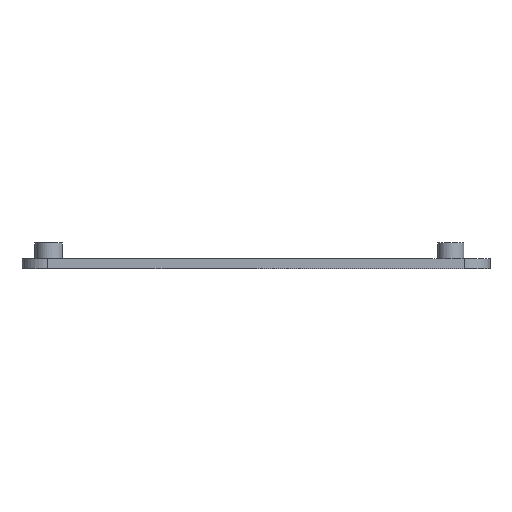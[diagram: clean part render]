
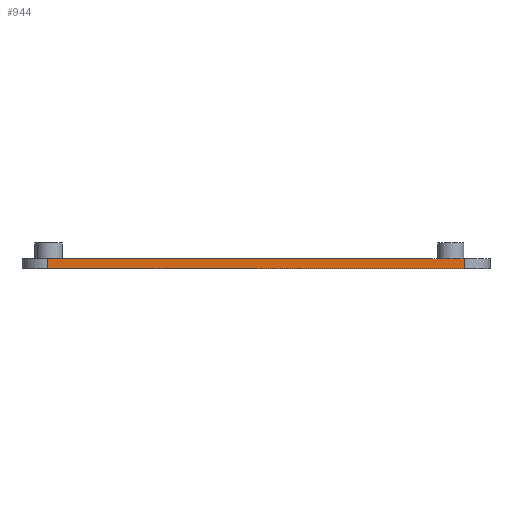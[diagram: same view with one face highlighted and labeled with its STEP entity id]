
A CAD part, left-side view. The second image highlights one B-rep face of the part: STEP entity #944.
In plain terms, the highlighted planar face has unit normal (-1, 0, 0).
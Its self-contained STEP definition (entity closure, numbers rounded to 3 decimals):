
#56=PLANE('',#1052);
#100=FACE_OUTER_BOUND('',#168,.T.);
#168=EDGE_LOOP('',(#841,#842,#843,#844));
#189=LINE('',#1389,#273);
#255=LINE('',#1585,#339);
#256=LINE('',#1592,#340);
#257=LINE('',#1594,#341);
#273=VECTOR('',#1109,10.);
#339=VECTOR('',#1301,10.);
#340=VECTOR('',#1310,10.);
#341=VECTOR('',#1313,10.);
#410=VERTEX_POINT('',#1386);
#411=VERTEX_POINT('',#1388);
#477=VERTEX_POINT('',#1582);
#478=VERTEX_POINT('',#1584);
#502=EDGE_CURVE('',#410,#411,#189,.T.);
#600=EDGE_CURVE('',#478,#477,#255,.T.);
#604=EDGE_CURVE('',#478,#410,#256,.T.);
#605=EDGE_CURVE('',#411,#477,#257,.T.);
#841=ORIENTED_EDGE('',*,*,#604,.F.);
#842=ORIENTED_EDGE('',*,*,#600,.T.);
#843=ORIENTED_EDGE('',*,*,#605,.F.);
#844=ORIENTED_EDGE('',*,*,#502,.F.);
#944=ADVANCED_FACE('',(#100),#56,.T.);
#1052=AXIS2_PLACEMENT_3D('',#1593,#1311,#1312);
#1109=DIRECTION('',(0.,-1.,0.));
#1301=DIRECTION('',(0.,-1.,0.));
#1310=DIRECTION('',(0.,0.,1.));
#1311=DIRECTION('center_axis',(-1.,0.,0.));
#1312=DIRECTION('ref_axis',(0.,-1.,0.));
#1313=DIRECTION('',(0.,0.,-1.));
#1386=CARTESIAN_POINT('',(0.,85.,2.));
#1388=CARTESIAN_POINT('',(0.,5.,2.));
#1389=CARTESIAN_POINT('',(0.,90.,2.));
#1582=CARTESIAN_POINT('',(0.,5.,0.));
#1584=CARTESIAN_POINT('',(0.,85.,0.));
#1585=CARTESIAN_POINT('',(0.,90.,0.));
#1592=CARTESIAN_POINT('',(0.,85.,0.));
#1593=CARTESIAN_POINT('Origin',(0.,90.,0.));
#1594=CARTESIAN_POINT('',(0.,5.,0.));
